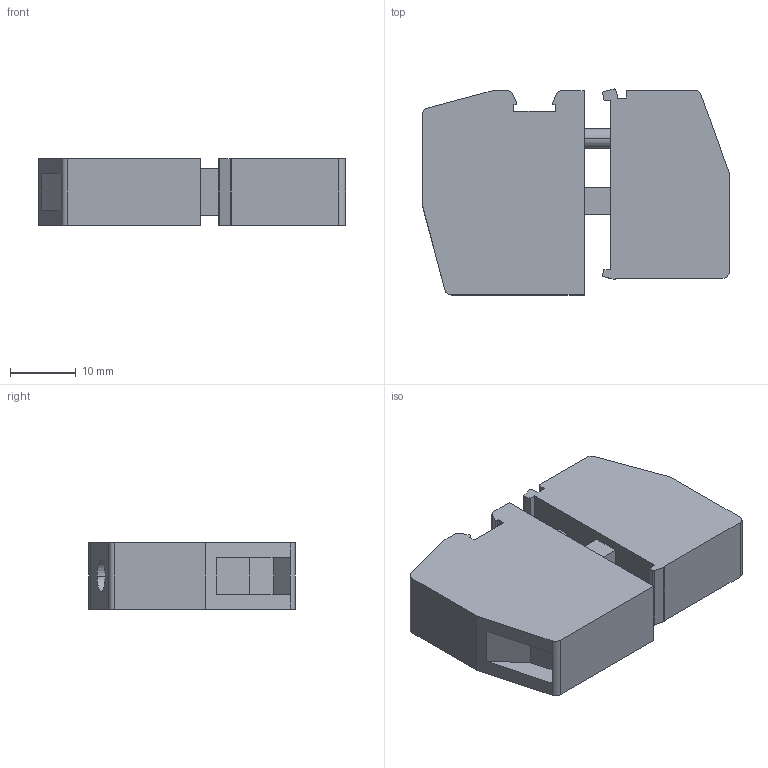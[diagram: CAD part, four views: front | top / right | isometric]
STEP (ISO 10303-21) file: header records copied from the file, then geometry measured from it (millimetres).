
FILE_DESCRIPTION(('SolidDesigner STEP Export'),'2;1');
FILE_NAME('0707073_hdfk10_select.stp','2008-10-21T10:07:24',(''),(''),'OneSpace Designer STEP processor for AP214 (Solid Model)','OneSpace Designer 14.50 18-Oct-2006 (C) CoCreate Software GmbH','');
FILE_SCHEMA(('AUTOMOTIVE_DESIGN { 1 0 10303 214 1 1 1 1 }'));
Length unit declared in the file: millimetre
Products named in the file (2): 0707073_hdfk10_select
Assembly tree (1 placements, depth 2):
  0707073_hdfk10_select
    0707073_hdfk10_select
Bounding box: 46.55 x 31.24 x 10.1 mm (x, y, z)
Volume: 11676.2 mm3; surface area: 4772.7 mm2
Topology: 1 solids, 1 shells, 73 faces, 196 edges, 130 vertices
Faces by surface type: plane 50, cylinder 23
Entity records: 2372 total; most frequent: ORIENTED_EDGE 392, CARTESIAN_POINT 379, DIRECTION 349, EDGE_CURVE 196, VECTOR 149, LINE 149, VERTEX_POINT 130, AXIS2_PLACEMENT_3D 100
